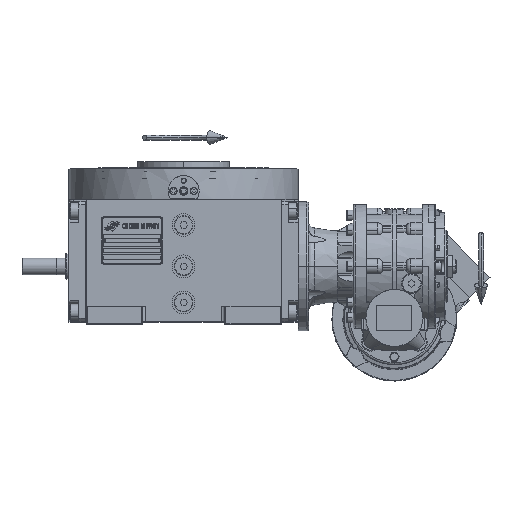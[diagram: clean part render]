
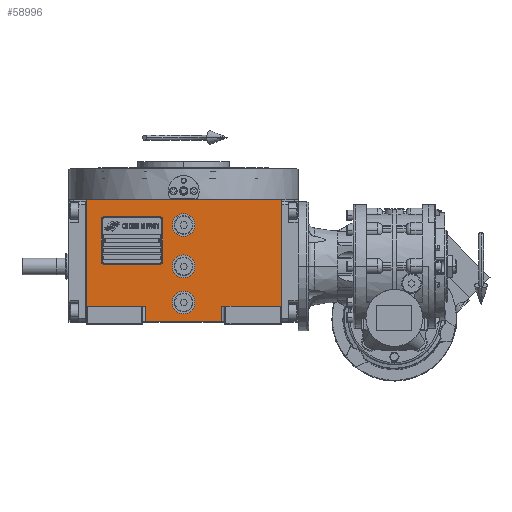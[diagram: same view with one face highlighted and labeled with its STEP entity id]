
A CAD part, top view. The second image highlights one B-rep face of the part: STEP entity #58996.
In plain terms, the highlighted planar face has unit normal (0, 0, 1).
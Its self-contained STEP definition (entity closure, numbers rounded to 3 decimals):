
#1605 = VERTEX_POINT ( 'NONE', #88407 ) ;
#2241 = CARTESIAN_POINT ( 'NONE',  ( 94.5, -38.5, 163.5 ) ) ;
#2278 = FACE_BOUND ( 'NONE', #14504, .T. ) ;
#3427 = VECTOR ( 'NONE', #72161, 1000. ) ;
#4615 = EDGE_CURVE ( 'NONE', #66609, #101315, #71544, .T. ) ;
#5062 = VERTEX_POINT ( 'NONE', #57876 ) ;
#7479 = DIRECTION ( 'NONE',  ( 1., 0., 0. ) ) ;
#8388 = VERTEX_POINT ( 'NONE', #68178 ) ;
#9730 = CIRCLE ( 'NONE', #15895, 11. ) ;
#11508 = VERTEX_POINT ( 'NONE', #62681 ) ;
#12537 = CARTESIAN_POINT ( 'NONE',  ( -94.5, -53.5, 163.5 ) ) ;
#12939 = CARTESIAN_POINT ( 'NONE',  ( 0., 0., 163.5 ) ) ;
#13704 = CARTESIAN_POINT ( 'NONE',  ( 37., -38.5, 163.5 ) ) ;
#14504 = EDGE_LOOP ( 'NONE', ( #115631, #31452 ) ) ;
#14858 = VERTEX_POINT ( 'NONE', #40125 ) ;
#15859 = CARTESIAN_POINT ( 'NONE',  ( 0., 40., 163.5 ) ) ;
#15895 = AXIS2_PLACEMENT_3D ( 'NONE', #39224, #86727, #77079 ) ;
#16061 = AXIS2_PLACEMENT_3D ( 'NONE', #12939, #30949, #101506 ) ;
#16600 = CARTESIAN_POINT ( 'NONE',  ( 0., 40., 163.5 ) ) ;
#19493 = DIRECTION ( 'NONE',  ( 1., 0., 0. ) ) ;
#21560 = FACE_BOUND ( 'NONE', #87058, .T. ) ;
#21696 = ORIENTED_EDGE ( 'NONE', *, *, #126019, .F. ) ;
#23436 = CARTESIAN_POINT ( 'NONE',  ( -11., -35., 163.5 ) ) ;
#25599 = VECTOR ( 'NONE', #76705, 1000. ) ;
#26458 = ORIENTED_EDGE ( 'NONE', *, *, #103501, .T. ) ;
#28239 = VECTOR ( 'NONE', #76300, 1000. ) ;
#30423 = CIRCLE ( 'NONE', #91895, 11. ) ;
#30949 = DIRECTION ( 'NONE',  ( 0., 0., 1. ) ) ;
#31360 = EDGE_CURVE ( 'NONE', #11508, #8388, #76709, .T. ) ;
#31452 = ORIENTED_EDGE ( 'NONE', *, *, #65576, .F. ) ;
#32855 = VERTEX_POINT ( 'NONE', #36299 ) ;
#36299 = CARTESIAN_POINT ( 'NONE',  ( -94.5, -38.5, 163.5 ) ) ;
#37579 = CARTESIAN_POINT ( 'NONE',  ( 37., -38.5, 163.5 ) ) ;
#39073 = ORIENTED_EDGE ( 'NONE', *, *, #68974, .F. ) ;
#39224 = CARTESIAN_POINT ( 'NONE',  ( 0., -35., 163.5 ) ) ;
#40078 = EDGE_CURVE ( 'NONE', #8388, #11508, #55016, .T. ) ;
#40125 = CARTESIAN_POINT ( 'NONE',  ( 37., -38.5, 163.5 ) ) ;
#46862 = CARTESIAN_POINT ( 'NONE',  ( 11., 40., 163.5 ) ) ;
#46872 = CIRCLE ( 'NONE', #81733, 11. ) ;
#47370 = ORIENTED_EDGE ( 'NONE', *, *, #77928, .T. ) ;
#49181 = ORIENTED_EDGE ( 'NONE', *, *, #4615, .T. ) ;
#50944 = LINE ( 'NONE', #119609, #99522 ) ;
#50990 = DIRECTION ( 'NONE',  ( 0., -1., 0. ) ) ;
#51021 = VERTEX_POINT ( 'NONE', #46862 ) ;
#51468 = AXIS2_PLACEMENT_3D ( 'NONE', #12537, #118494, #89590 ) ;
#54490 = CARTESIAN_POINT ( 'NONE',  ( -37., -53.5, 163.5 ) ) ;
#54911 = CIRCLE ( 'NONE', #58952, 11. ) ;
#55016 = CIRCLE ( 'NONE', #16061, 11. ) ;
#55043 = DIRECTION ( 'NONE',  ( 0., 0., 1. ) ) ;
#55141 = LINE ( 'NONE', #54490, #105212 ) ;
#55805 = LINE ( 'NONE', #84053, #28239 ) ;
#56105 = VERTEX_POINT ( 'NONE', #79546 ) ;
#56626 = DIRECTION ( 'NONE',  ( 0., 1., 0. ) ) ;
#57876 = CARTESIAN_POINT ( 'NONE',  ( -37., -38.5, 163.5 ) ) ;
#57906 = LINE ( 'NONE', #59193, #114084 ) ;
#58952 = AXIS2_PLACEMENT_3D ( 'NONE', #16600, #94253, #103249 ) ;
#58996 = ADVANCED_FACE ( 'NONE', ( #21560, #2278, #61373, #71584 ), #59484, .T. ) ;
#59193 = CARTESIAN_POINT ( 'NONE',  ( -94.5, -38.5, 163.5 ) ) ;
#59484 = PLANE ( 'NONE',  #51468 ) ;
#61373 = FACE_BOUND ( 'NONE', #93469, .T. ) ;
#62681 = CARTESIAN_POINT ( 'NONE',  ( 11., 0., 163.5 ) ) ;
#62763 = EDGE_CURVE ( 'NONE', #14858, #66609, #125523, .T. ) ;
#63463 = VERTEX_POINT ( 'NONE', #92919 ) ;
#65576 = EDGE_CURVE ( 'NONE', #66519, #56105, #9730, .T. ) ;
#66519 = VERTEX_POINT ( 'NONE', #23436 ) ;
#66609 = VERTEX_POINT ( 'NONE', #90829 ) ;
#68178 = CARTESIAN_POINT ( 'NONE',  ( -11., 0., 163.5 ) ) ;
#68974 = EDGE_CURVE ( 'NONE', #14858, #1605, #92004, .T. ) ;
#69808 = CARTESIAN_POINT ( 'NONE',  ( -94.5, -38.5, 163.5 ) ) ;
#70967 = DIRECTION ( 'NONE',  ( 0., 0., 1. ) ) ;
#71544 = LINE ( 'NONE', #2241, #3427 ) ;
#71584 = FACE_OUTER_BOUND ( 'NONE', #74185, .T. ) ;
#72161 = DIRECTION ( 'NONE',  ( 0., 1., 0. ) ) ;
#74185 = EDGE_LOOP ( 'NONE', ( #47370, #39073, #116405, #49181, #21696, #86917, #26458, #94170 ) ) ;
#76300 = DIRECTION ( 'NONE',  ( 1., 0., 0. ) ) ;
#76361 = DIRECTION ( 'NONE',  ( 0., 0., 1. ) ) ;
#76705 = DIRECTION ( 'NONE',  ( 1., 0., 0. ) ) ;
#76709 = CIRCLE ( 'NONE', #86980, 11. ) ;
#77079 = DIRECTION ( 'NONE',  ( -1., 0., 0. ) ) ;
#77828 = CARTESIAN_POINT ( 'NONE',  ( -94.5, 64.5, 163.5 ) ) ;
#77928 = EDGE_CURVE ( 'NONE', #102957, #1605, #50944, .T. ) ;
#79546 = CARTESIAN_POINT ( 'NONE',  ( 11., -35., 163.5 ) ) ;
#80979 = EDGE_CURVE ( 'NONE', #32855, #111560, #57906, .T. ) ;
#81733 = AXIS2_PLACEMENT_3D ( 'NONE', #15859, #55043, #7479 ) ;
#82611 = EDGE_CURVE ( 'NONE', #56105, #66519, #30423, .T. ) ;
#82748 = EDGE_CURVE ( 'NONE', #51021, #63463, #46872, .T. ) ;
#84053 = CARTESIAN_POINT ( 'NONE',  ( -94.5, 64.5, 163.5 ) ) ;
#84464 = CARTESIAN_POINT ( 'NONE',  ( 94.5, 64.5, 163.5 ) ) ;
#84672 = VECTOR ( 'NONE', #99336, 1000. ) ;
#86012 = CARTESIAN_POINT ( 'NONE',  ( 0., -35., 163.5 ) ) ;
#86727 = DIRECTION ( 'NONE',  ( 0., 0., 1. ) ) ;
#86917 = ORIENTED_EDGE ( 'NONE', *, *, #80979, .F. ) ;
#86980 = AXIS2_PLACEMENT_3D ( 'NONE', #118514, #70967, #126905 ) ;
#87058 = EDGE_LOOP ( 'NONE', ( #87490, #96824 ) ) ;
#87359 = EDGE_CURVE ( 'NONE', #102957, #5062, #55141, .T. ) ;
#87490 = ORIENTED_EDGE ( 'NONE', *, *, #31360, .F. ) ;
#88332 = ORIENTED_EDGE ( 'NONE', *, *, #82748, .F. ) ;
#88407 = CARTESIAN_POINT ( 'NONE',  ( 37., -53.5, 163.5 ) ) ;
#89590 = DIRECTION ( 'NONE',  ( 1., 0., 0. ) ) ;
#90829 = CARTESIAN_POINT ( 'NONE',  ( 94.5, -38.5, 163.5 ) ) ;
#91895 = AXIS2_PLACEMENT_3D ( 'NONE', #86012, #76361, #115529 ) ;
#92004 = LINE ( 'NONE', #13704, #104314 ) ;
#92919 = CARTESIAN_POINT ( 'NONE',  ( -11., 40., 163.5 ) ) ;
#92969 = DIRECTION ( 'NONE',  ( 0., 1., 0. ) ) ;
#93469 = EDGE_LOOP ( 'NONE', ( #88332, #96369 ) ) ;
#94170 = ORIENTED_EDGE ( 'NONE', *, *, #87359, .F. ) ;
#94253 = DIRECTION ( 'NONE',  ( 0., 0., 1. ) ) ;
#96369 = ORIENTED_EDGE ( 'NONE', *, *, #120791, .F. ) ;
#96824 = ORIENTED_EDGE ( 'NONE', *, *, #40078, .F. ) ;
#99336 = DIRECTION ( 'NONE',  ( 1., 0., 0. ) ) ;
#99522 = VECTOR ( 'NONE', #19493, 1000. ) ;
#101315 = VERTEX_POINT ( 'NONE', #84464 ) ;
#101506 = DIRECTION ( 'NONE',  ( -1., 0., 0. ) ) ;
#102957 = VERTEX_POINT ( 'NONE', #106769 ) ;
#103249 = DIRECTION ( 'NONE',  ( -1., 0., 0. ) ) ;
#103501 = EDGE_CURVE ( 'NONE', #32855, #5062, #121135, .T. ) ;
#104314 = VECTOR ( 'NONE', #50990, 1000. ) ;
#105212 = VECTOR ( 'NONE', #92969, 1000. ) ;
#106769 = CARTESIAN_POINT ( 'NONE',  ( -37., -53.5, 163.5 ) ) ;
#111560 = VERTEX_POINT ( 'NONE', #77828 ) ;
#114084 = VECTOR ( 'NONE', #56626, 1000. ) ;
#115529 = DIRECTION ( 'NONE',  ( 1., 0., 0. ) ) ;
#115631 = ORIENTED_EDGE ( 'NONE', *, *, #82611, .F. ) ;
#116405 = ORIENTED_EDGE ( 'NONE', *, *, #62763, .T. ) ;
#118494 = DIRECTION ( 'NONE',  ( 0., 0., 1. ) ) ;
#118514 = CARTESIAN_POINT ( 'NONE',  ( 0., 0., 163.5 ) ) ;
#119609 = CARTESIAN_POINT ( 'NONE',  ( -37., -53.5, 163.5 ) ) ;
#120791 = EDGE_CURVE ( 'NONE', #63463, #51021, #54911, .T. ) ;
#121135 = LINE ( 'NONE', #69808, #84672 ) ;
#125523 = LINE ( 'NONE', #37579, #25599 ) ;
#126019 = EDGE_CURVE ( 'NONE', #111560, #101315, #55805, .T. ) ;
#126905 = DIRECTION ( 'NONE',  ( 1., 0., 0. ) ) ;
